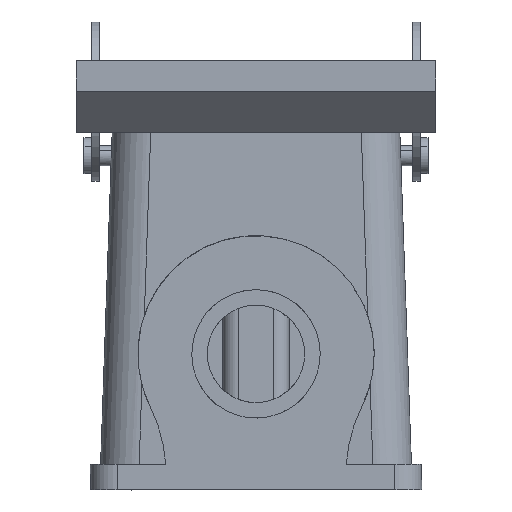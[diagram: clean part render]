
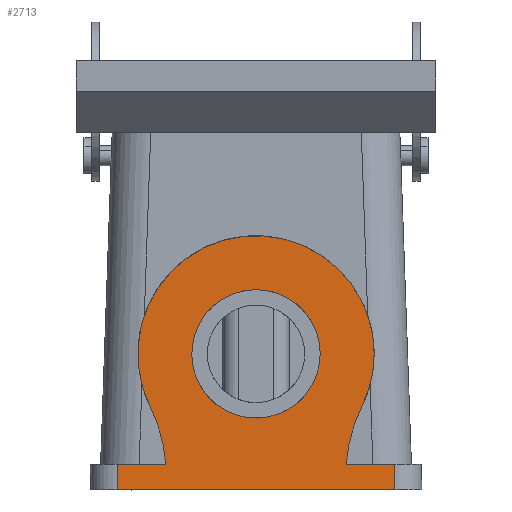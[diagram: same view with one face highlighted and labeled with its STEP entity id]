
A CAD part, front view. The second image highlights one B-rep face of the part: STEP entity #2713.
In plain terms, the highlighted planar face has unit normal (0, -1, 0).
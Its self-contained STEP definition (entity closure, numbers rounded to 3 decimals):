
#1412=AXIS2_PLACEMENT_3D('Circle Axis2P3D',#1410,#1411,$) ;
#1443=AXIS2_PLACEMENT_3D('Circle Axis2P3D',#1441,#1442,$) ;
#2633=AXIS2_PLACEMENT_3D('Plane Axis2P3D',#2630,#2631,#2632) ;
#2637=AXIS2_PLACEMENT_3D('Circle Axis2P3D',#2635,#2636,$) ;
#2646=AXIS2_PLACEMENT_3D('Circle Axis2P3D',#2644,#2645,$) ;
#2653=AXIS2_PLACEMENT_3D('Circle Axis2P3D',#2651,#2652,$) ;
#2660=AXIS2_PLACEMENT_3D('Circle Axis2P3D',#2658,#2659,$) ;
#1410=CARTESIAN_POINT('Axis2P3D Location',(35.,12.8,26.5)) ;
#1414=CARTESIAN_POINT('Vertex',(45.97,12.8,20.507)) ;
#1416=CARTESIAN_POINT('Vertex',(24.03,12.8,32.493)) ;
#1441=CARTESIAN_POINT('Axis2P3D Location',(35.,12.8,26.5)) ;
#2630=CARTESIAN_POINT('Axis2P3D Location',(35.,12.8,62.5)) ;
#2635=CARTESIAN_POINT('Axis2P3D Location',(82.5,12.8,2.989)) ;
#2639=CARTESIAN_POINT('Vertex',(55.613,12.8,16.297)) ;
#2641=CARTESIAN_POINT('Vertex',(52.567,12.8,5.)) ;
#2644=CARTESIAN_POINT('Axis2P3D Location',(35.,12.8,26.5)) ;
#2648=CARTESIAN_POINT('Vertex',(55.613,12.8,36.703)) ;
#2651=CARTESIAN_POINT('Axis2P3D Location',(35.,12.8,26.5)) ;
#2655=CARTESIAN_POINT('Vertex',(14.387,12.8,16.297)) ;
#2658=CARTESIAN_POINT('Axis2P3D Location',(-12.5,12.8,2.989)) ;
#2662=CARTESIAN_POINT('Vertex',(17.433,12.8,5.)) ;
#2665=CARTESIAN_POINT('Line Origine',(12.716,12.8,5.)) ;
#2669=CARTESIAN_POINT('Vertex',(8.,12.8,5.)) ;
#2672=CARTESIAN_POINT('Line Origine',(8.,12.8,2.5)) ;
#2676=CARTESIAN_POINT('Vertex',(8.,12.8,0.)) ;
#2679=CARTESIAN_POINT('Line Origine',(35.,12.8,0.)) ;
#2683=CARTESIAN_POINT('Vertex',(62.,12.8,0.)) ;
#2686=CARTESIAN_POINT('Line Origine',(62.,12.8,2.5)) ;
#2690=CARTESIAN_POINT('Vertex',(62.,12.8,5.)) ;
#2693=CARTESIAN_POINT('Line Origine',(57.284,12.8,5.)) ;
#1411=DIRECTION('Axis2P3D Direction',(0.,1.,0.)) ;
#1442=DIRECTION('Axis2P3D Direction',(0.,1.,0.)) ;
#2631=DIRECTION('Axis2P3D Direction',(0.,1.,0.)) ;
#2632=DIRECTION('Axis2P3D XDirection',(1.,0.,0.)) ;
#2636=DIRECTION('Axis2P3D Direction',(0.,1.,0.)) ;
#2645=DIRECTION('Axis2P3D Direction',(0.,1.,0.)) ;
#2652=DIRECTION('Axis2P3D Direction',(0.,1.,0.)) ;
#2659=DIRECTION('Axis2P3D Direction',(0.,1.,0.)) ;
#2666=DIRECTION('Vector Direction',(1.,0.,0.)) ;
#2673=DIRECTION('Vector Direction',(0.,0.,-1.)) ;
#2680=DIRECTION('Vector Direction',(1.,0.,0.)) ;
#2687=DIRECTION('Vector Direction',(0.,0.,1.)) ;
#2694=DIRECTION('Vector Direction',(1.,0.,0.)) ;
#2667=VECTOR('Line Direction',#2666,1.) ;
#2674=VECTOR('Line Direction',#2673,1.) ;
#2681=VECTOR('Line Direction',#2680,1.) ;
#2688=VECTOR('Line Direction',#2687,1.) ;
#2695=VECTOR('Line Direction',#2694,1.) ;
#2699=ORIENTED_EDGE('',*,*,#2643,.F.) ;
#2700=ORIENTED_EDGE('',*,*,#2650,.F.) ;
#2701=ORIENTED_EDGE('',*,*,#2657,.F.) ;
#2702=ORIENTED_EDGE('',*,*,#2664,.F.) ;
#2703=ORIENTED_EDGE('',*,*,#2671,.T.) ;
#2704=ORIENTED_EDGE('',*,*,#2678,.T.) ;
#2705=ORIENTED_EDGE('',*,*,#2685,.F.) ;
#2706=ORIENTED_EDGE('',*,*,#2692,.F.) ;
#2707=ORIENTED_EDGE('',*,*,#2697,.T.) ;
#2710=ORIENTED_EDGE('',*,*,#1445,.T.) ;
#2711=ORIENTED_EDGE('',*,*,#1418,.T.) ;
#2712=FACE_BOUND('',#2709,.T.) ;
#2713=ADVANCED_FACE('Housing',(#2708,#2712),#2634,.F.) ;
#1413=CIRCLE('generated circle',#1412,12.5) ;
#1444=CIRCLE('generated circle',#1443,12.5) ;
#2638=CIRCLE('generated circle',#2637,30.) ;
#2647=CIRCLE('generated circle',#2646,23.) ;
#2654=CIRCLE('generated circle',#2653,23.) ;
#2661=CIRCLE('generated circle',#2660,30.) ;
#1418=EDGE_CURVE('',#1415,#1417,#1413,.T.) ;
#1445=EDGE_CURVE('',#1417,#1415,#1444,.T.) ;
#2643=EDGE_CURVE('',#2640,#2642,#2638,.F.) ;
#2650=EDGE_CURVE('',#2649,#2640,#2647,.T.) ;
#2657=EDGE_CURVE('',#2656,#2649,#2654,.T.) ;
#2664=EDGE_CURVE('',#2663,#2656,#2661,.F.) ;
#2671=EDGE_CURVE('',#2663,#2670,#2668,.F.) ;
#2678=EDGE_CURVE('',#2670,#2677,#2675,.T.) ;
#2685=EDGE_CURVE('',#2684,#2677,#2682,.F.) ;
#2692=EDGE_CURVE('',#2691,#2684,#2689,.F.) ;
#2697=EDGE_CURVE('',#2691,#2642,#2696,.F.) ;
#2698=EDGE_LOOP('',(#2699,#2700,#2701,#2702,#2703,#2704,#2705,#2706,#2707)) ;
#2709=EDGE_LOOP('',(#2710,#2711)) ;
#2708=FACE_OUTER_BOUND('',#2698,.T.) ;
#2668=LINE('Line',#2665,#2667) ;
#2675=LINE('Line',#2672,#2674) ;
#2682=LINE('Line',#2679,#2681) ;
#2689=LINE('Line',#2686,#2688) ;
#2696=LINE('Line',#2693,#2695) ;
#2634=PLANE('',#2633) ;
#1415=VERTEX_POINT('',#1414) ;
#1417=VERTEX_POINT('',#1416) ;
#2640=VERTEX_POINT('',#2639) ;
#2642=VERTEX_POINT('',#2641) ;
#2649=VERTEX_POINT('',#2648) ;
#2656=VERTEX_POINT('',#2655) ;
#2663=VERTEX_POINT('',#2662) ;
#2670=VERTEX_POINT('',#2669) ;
#2677=VERTEX_POINT('',#2676) ;
#2684=VERTEX_POINT('',#2683) ;
#2691=VERTEX_POINT('',#2690) ;
